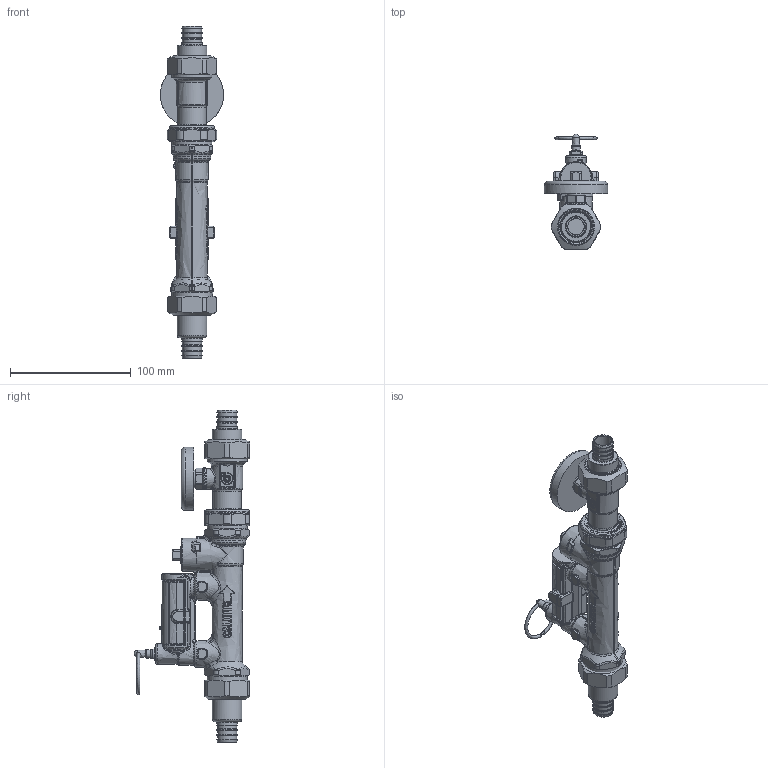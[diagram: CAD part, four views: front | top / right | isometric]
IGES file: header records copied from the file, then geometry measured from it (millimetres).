
Global section: file name: 132535AFC; native system: Autodesk Inventor 2025; preprocessor: unknown; author: ischreiner; date: 20250716.112937; units: centimetre
Bounding box: 52.3 x 95.91 x 274.89 mm (x, y, z)
Volume: 252219.3 mm3; surface area: 75425.6 mm2
Topology: 12 solids, 14 shells, 2341 faces, 5535 edges, 3142 vertices
Faces by surface type: bspline 2341
